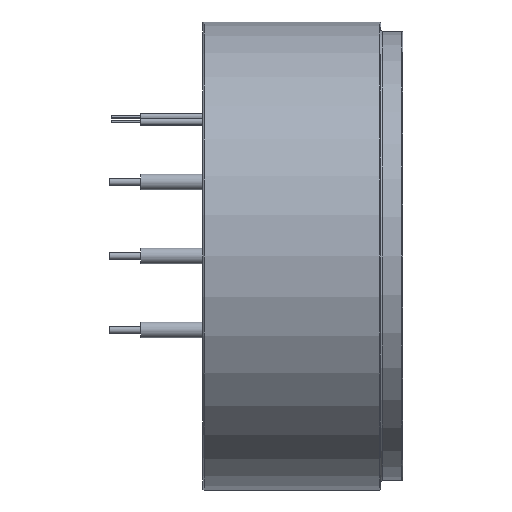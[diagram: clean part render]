
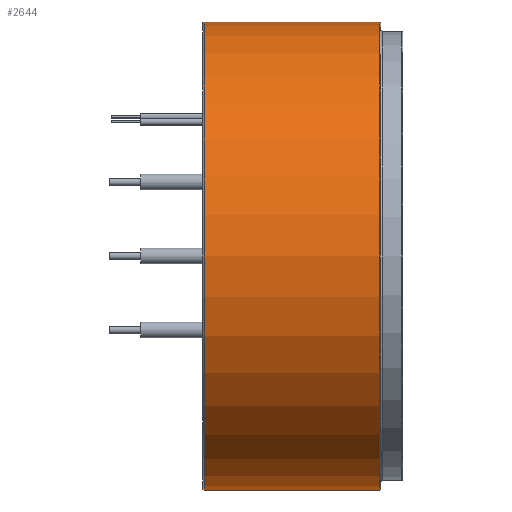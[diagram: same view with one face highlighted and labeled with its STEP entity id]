
A CAD part, left-side view. The second image highlights one B-rep face of the part: STEP entity #2644.
In plain terms, the highlighted cylindrical face has radius 37.5 mm (diameter 75 mm), a partial arc.
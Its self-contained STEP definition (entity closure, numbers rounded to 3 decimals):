
#236 = FACE_OUTER_BOUND ( 'NONE', #2312, .T. ) ;
#320 = AXIS2_PLACEMENT_3D ( 'NONE', #757, #2092, #1797 ) ;
#418 = ORIENTED_EDGE ( 'NONE', *, *, #2317, .F. ) ;
#709 = DIRECTION ( 'NONE',  ( 0., 1., 0. ) ) ;
#715 = LINE ( 'NONE', #797, #2700 ) ;
#757 = CARTESIAN_POINT ( 'NONE',  ( 0., 31.8, 0. ) ) ;
#797 = CARTESIAN_POINT ( 'NONE',  ( 0., 0., -37.5 ) ) ;
#875 = CIRCLE ( 'NONE', #879, 37.5 ) ;
#879 = AXIS2_PLACEMENT_3D ( 'NONE', #3280, #709, #2531 ) ;
#908 = EDGE_CURVE ( 'NONE', #1006, #1668, #715, .T. ) ;
#962 = CYLINDRICAL_SURFACE ( 'NONE', #3008, 37.5 ) ;
#1006 = VERTEX_POINT ( 'NONE', #3158 ) ;
#1065 = ORIENTED_EDGE ( 'NONE', *, *, #2035, .T. ) ;
#1206 = VECTOR ( 'NONE', #2879, 1000. ) ;
#1328 = VERTEX_POINT ( 'NONE', #2826 ) ;
#1435 = LINE ( 'NONE', #1606, #1206 ) ;
#1559 = DIRECTION ( 'NONE',  ( 0., -1., 0. ) ) ;
#1606 = CARTESIAN_POINT ( 'NONE',  ( 0., 0., 37.5 ) ) ;
#1619 = ORIENTED_EDGE ( 'NONE', *, *, #2058, .T. ) ;
#1668 = VERTEX_POINT ( 'NONE', #2941 ) ;
#1797 = DIRECTION ( 'NONE',  ( 0., 0., 1. ) ) ;
#2013 = CIRCLE ( 'NONE', #320, 37.5 ) ;
#2014 = DIRECTION ( 'NONE',  ( 0., 0., -1. ) ) ;
#2025 = CARTESIAN_POINT ( 'NONE',  ( 0., 0., 0. ) ) ;
#2035 = EDGE_CURVE ( 'NONE', #1668, #2082, #875, .T. ) ;
#2058 = EDGE_CURVE ( 'NONE', #1328, #1006, #2013, .T. ) ;
#2082 = VERTEX_POINT ( 'NONE', #2842 ) ;
#2092 = DIRECTION ( 'NONE',  ( 0., -1., 0. ) ) ;
#2312 = EDGE_LOOP ( 'NONE', ( #418, #1619, #2433, #1065 ) ) ;
#2317 = EDGE_CURVE ( 'NONE', #1328, #2082, #1435, .T. ) ;
#2433 = ORIENTED_EDGE ( 'NONE', *, *, #908, .T. ) ;
#2531 = DIRECTION ( 'NONE',  ( 0., 0., -1. ) ) ;
#2644 = ADVANCED_FACE ( 'NONE', ( #236 ), #962, .T. ) ;
#2700 = VECTOR ( 'NONE', #1559, 1000. ) ;
#2826 = CARTESIAN_POINT ( 'NONE',  ( 0., 31.8, 37.5 ) ) ;
#2842 = CARTESIAN_POINT ( 'NONE',  ( 0., 3.7, 37.5 ) ) ;
#2879 = DIRECTION ( 'NONE',  ( 0., -1., 0. ) ) ;
#2941 = CARTESIAN_POINT ( 'NONE',  ( 0., 3.7, -37.5 ) ) ;
#3008 = AXIS2_PLACEMENT_3D ( 'NONE', #2025, #3058, #2014 ) ;
#3058 = DIRECTION ( 'NONE',  ( 0., -1., 0. ) ) ;
#3158 = CARTESIAN_POINT ( 'NONE',  ( 0., 31.8, -37.5 ) ) ;
#3280 = CARTESIAN_POINT ( 'NONE',  ( 0., 3.7, 0. ) ) ;
